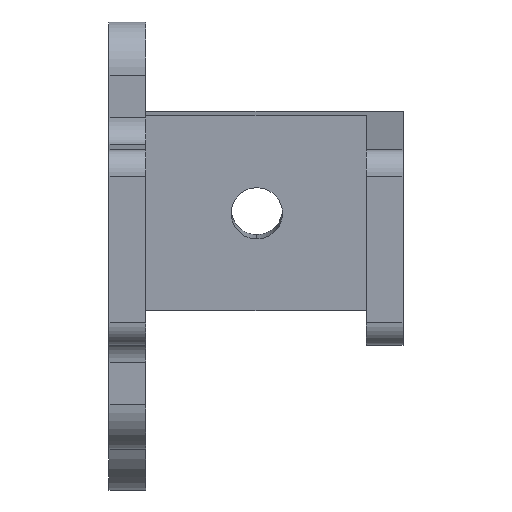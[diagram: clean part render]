
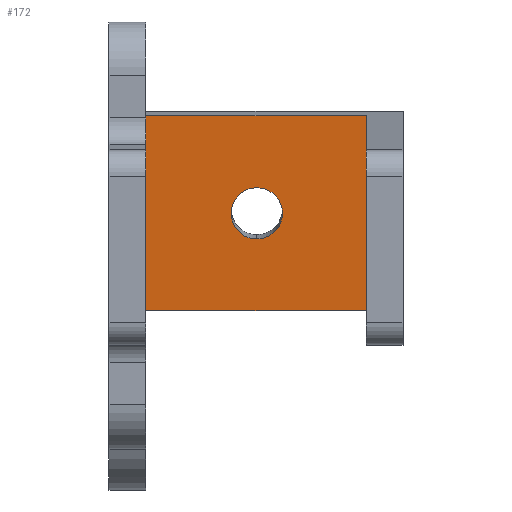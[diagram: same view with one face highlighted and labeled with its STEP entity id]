
A CAD part, front view. The second image highlights one B-rep face of the part: STEP entity #172.
In plain terms, the highlighted planar face has unit normal (0, -0.996, -0.087).
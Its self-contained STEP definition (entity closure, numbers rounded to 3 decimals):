
#1 = DIRECTION ( 'NONE',  ( 1., 0., 0. ) ) ;
#4 = ORIENTED_EDGE ( 'NONE', *, *, #617, .T. ) ;
#9 = CARTESIAN_POINT ( 'NONE',  ( 3.948, 66.396, 1.794 ) ) ;
#14 = DIRECTION ( 'NONE',  ( 0., -0.996, -0.087 ) ) ;
#20 = CARTESIAN_POINT ( 'NONE',  ( 16.01, 66.048, 5.778 ) ) ;
#31 = ORIENTED_EDGE ( 'NONE', *, *, #1991, .T. ) ;
#32 = ORIENTED_EDGE ( 'NONE', *, *, #406, .F. ) ;
#37 = EDGE_CURVE ( 'NONE', #195, #615, #1021, .T. ) ;
#49 = ORIENTED_EDGE ( 'NONE', *, *, #378, .T. ) ;
#58 = DIRECTION ( 'NONE',  ( 0., 0.087, -0.996 ) ) ;
#89 = VERTEX_POINT ( 'NONE', #1948 ) ;
#102 = VERTEX_POINT ( 'NONE', #1668 ) ;
#103 = CARTESIAN_POINT ( 'NONE',  ( 42.101, 66.745, -2.191 ) ) ;
#116 = CARTESIAN_POINT ( 'NONE',  ( 6.948, 65.35, 13.748 ) ) ;
#147 = AXIS2_PLACEMENT_3D ( 'NONE', #20, #14, #1728 ) ;
#170 = CARTESIAN_POINT ( 'NONE',  ( 24.948, 65.743, 9.265 ) ) ;
#172 = ADVANCED_FACE ( 'NONE', ( #756, #578 ), #901, .T. ) ;
#181 = DIRECTION ( 'NONE',  ( 0., -0.996, -0.087 ) ) ;
#195 = VERTEX_POINT ( 'NONE', #1700 ) ;
#202 = LINE ( 'NONE', #1311, #906 ) ;
#212 = CARTESIAN_POINT ( 'NONE',  ( 3.948, 66.353, 2.292 ) ) ;
#218 = VERTEX_POINT ( 'NONE', #1393 ) ;
#233 = CARTESIAN_POINT ( 'NONE',  ( 27.948, 66.396, 1.794 ) ) ;
#237 = CARTESIAN_POINT ( 'NONE',  ( 27.948, 66.353, 2.292 ) ) ;
#246 = DIRECTION ( 'NONE',  ( -1., 0., 0. ) ) ;
#284 = CARTESIAN_POINT ( 'NONE',  ( 6.948, 66.353, 2.292 ) ) ;
#286 = DIRECTION ( 'NONE',  ( 0., 0.087, -0.996 ) ) ;
#322 = VECTOR ( 'NONE', #839, 1000. ) ;
#368 = CIRCLE ( 'NONE', #147, 2.1 ) ;
#371 = VECTOR ( 'NONE', #1718, 1000. ) ;
#378 = EDGE_CURVE ( 'NONE', #454, #1077, #1592, .T. ) ;
#406 = EDGE_CURVE ( 'NONE', #1738, #1938, #760, .T. ) ;
#454 = VERTEX_POINT ( 'NONE', #1772 ) ;
#461 = DIRECTION ( 'NONE',  ( 1., 0., 0. ) ) ;
#463 = ORIENTED_EDGE ( 'NONE', *, *, #714, .F. ) ;
#506 = DIRECTION ( 'NONE',  ( 0., 0.087, -0.996 ) ) ;
#532 = CARTESIAN_POINT ( 'NONE',  ( 24.948, 65.35, 13.748 ) ) ;
#540 = LINE ( 'NONE', #103, #1585 ) ;
#570 = VECTOR ( 'NONE', #246, 1000. ) ;
#576 = ORIENTED_EDGE ( 'NONE', *, *, #1898, .T. ) ;
#578 = FACE_OUTER_BOUND ( 'NONE', #1780, .T. ) ;
#596 = VECTOR ( 'NONE', #1, 1000. ) ;
#615 = VERTEX_POINT ( 'NONE', #237 ) ;
#617 = EDGE_CURVE ( 'NONE', #102, #934, #1000, .T. ) ;
#631 = DIRECTION ( 'NONE',  ( -1., 0., 0. ) ) ;
#693 = CARTESIAN_POINT ( 'NONE',  ( 24.948, 65.743, 9.265 ) ) ;
#714 = EDGE_CURVE ( 'NONE', #218, #1626, #2021, .T. ) ;
#756 = FACE_BOUND ( 'NONE', #1551, .T. ) ;
#760 = CIRCLE ( 'NONE', #2003, 2.1 ) ;
#786 = LINE ( 'NONE', #284, #1614 ) ;
#789 = DIRECTION ( 'NONE',  ( 0., 0.087, -0.996 ) ) ;
#798 = CARTESIAN_POINT ( 'NONE',  ( 6.948, 65.743, 9.265 ) ) ;
#800 = EDGE_CURVE ( 'NONE', #218, #615, #1106, .T. ) ;
#807 = VECTOR ( 'NONE', #506, 1000. ) ;
#839 = DIRECTION ( 'NONE',  ( 0., 0.087, -0.996 ) ) ;
#858 = VECTOR ( 'NONE', #1860, 1000. ) ;
#865 = CARTESIAN_POINT ( 'NONE',  ( 16.01, 65.865, 7.87 ) ) ;
#888 = DIRECTION ( 'NONE',  ( -1., 0., 0. ) ) ;
#893 = CARTESIAN_POINT ( 'NONE',  ( 6.948, 65.35, 13.748 ) ) ;
#901 = PLANE ( 'NONE',  #1227 ) ;
#903 = ORIENTED_EDGE ( 'NONE', *, *, #1308, .F. ) ;
#906 = VECTOR ( 'NONE', #1186, 1000. ) ;
#919 = LINE ( 'NONE', #116, #371 ) ;
#934 = VERTEX_POINT ( 'NONE', #798 ) ;
#995 = LINE ( 'NONE', #1819, #322 ) ;
#1000 = LINE ( 'NONE', #893, #1736 ) ;
#1009 = LINE ( 'NONE', #1182, #570 ) ;
#1021 = LINE ( 'NONE', #233, #1069 ) ;
#1069 = VECTOR ( 'NONE', #1330, 1000. ) ;
#1077 = VERTEX_POINT ( 'NONE', #212 ) ;
#1089 = VERTEX_POINT ( 'NONE', #532 ) ;
#1106 = LINE ( 'NONE', #1886, #596 ) ;
#1110 = ORIENTED_EDGE ( 'NONE', *, *, #1748, .T. ) ;
#1182 = CARTESIAN_POINT ( 'NONE',  ( 3.948, 65.743, 9.265 ) ) ;
#1186 = DIRECTION ( 'NONE',  ( -1., 0., 0. ) ) ;
#1227 = AXIS2_PLACEMENT_3D ( 'NONE', #2009, #1533, #286 ) ;
#1308 = EDGE_CURVE ( 'NONE', #1089, #1751, #995, .T. ) ;
#1311 = CARTESIAN_POINT ( 'NONE',  ( 42.101, 65.35, 13.748 ) ) ;
#1318 = ORIENTED_EDGE ( 'NONE', *, *, #1653, .T. ) ;
#1330 = DIRECTION ( 'NONE',  ( 0., 0.087, -0.996 ) ) ;
#1393 = CARTESIAN_POINT ( 'NONE',  ( 24.948, 66.353, 2.292 ) ) ;
#1398 = LINE ( 'NONE', #170, #1416 ) ;
#1416 = VECTOR ( 'NONE', #631, 1000. ) ;
#1435 = VERTEX_POINT ( 'NONE', #1716 ) ;
#1446 = ORIENTED_EDGE ( 'NONE', *, *, #800, .T. ) ;
#1478 = ORIENTED_EDGE ( 'NONE', *, *, #1830, .F. ) ;
#1512 = ORIENTED_EDGE ( 'NONE', *, *, #1961, .T. ) ;
#1533 = DIRECTION ( 'NONE',  ( 0., -0.996, -0.087 ) ) ;
#1551 = EDGE_LOOP ( 'NONE', ( #1859, #32 ) ) ;
#1585 = VECTOR ( 'NONE', #888, 1000. ) ;
#1592 = LINE ( 'NONE', #9, #807 ) ;
#1614 = VECTOR ( 'NONE', #461, 1000. ) ;
#1625 = EDGE_CURVE ( 'NONE', #1938, #1738, #368, .T. ) ;
#1626 = VERTEX_POINT ( 'NONE', #1750 ) ;
#1643 = ORIENTED_EDGE ( 'NONE', *, *, #37, .F. ) ;
#1653 = EDGE_CURVE ( 'NONE', #195, #1751, #1398, .T. ) ;
#1668 = CARTESIAN_POINT ( 'NONE',  ( 6.948, 65.35, 13.748 ) ) ;
#1700 = CARTESIAN_POINT ( 'NONE',  ( 27.948, 65.743, 9.265 ) ) ;
#1716 = CARTESIAN_POINT ( 'NONE',  ( 6.948, 66.745, -2.191 ) ) ;
#1718 = DIRECTION ( 'NONE',  ( 0., 0.087, -0.996 ) ) ;
#1728 = DIRECTION ( 'NONE',  ( 0., 0.087, -0.996 ) ) ;
#1736 = VECTOR ( 'NONE', #58, 1000. ) ;
#1738 = VERTEX_POINT ( 'NONE', #1943 ) ;
#1739 = CARTESIAN_POINT ( 'NONE',  ( 16.01, 66.048, 5.778 ) ) ;
#1748 = EDGE_CURVE ( 'NONE', #1089, #102, #202, .T. ) ;
#1750 = CARTESIAN_POINT ( 'NONE',  ( 24.948, 66.745, -2.191 ) ) ;
#1751 = VERTEX_POINT ( 'NONE', #693 ) ;
#1772 = CARTESIAN_POINT ( 'NONE',  ( 3.948, 65.743, 9.265 ) ) ;
#1780 = EDGE_LOOP ( 'NONE', ( #463, #1446, #1643, #1318, #903, #1110, #4, #576, #49, #1512, #31, #1478 ) ) ;
#1819 = CARTESIAN_POINT ( 'NONE',  ( 24.948, 65.35, 13.748 ) ) ;
#1830 = EDGE_CURVE ( 'NONE', #1626, #1435, #540, .T. ) ;
#1859 = ORIENTED_EDGE ( 'NONE', *, *, #1625, .F. ) ;
#1860 = DIRECTION ( 'NONE',  ( 0., 0.087, -0.996 ) ) ;
#1886 = CARTESIAN_POINT ( 'NONE',  ( 27.948, 66.353, 2.292 ) ) ;
#1898 = EDGE_CURVE ( 'NONE', #934, #454, #1009, .T. ) ;
#1938 = VERTEX_POINT ( 'NONE', #865 ) ;
#1943 = CARTESIAN_POINT ( 'NONE',  ( 16.01, 66.231, 3.686 ) ) ;
#1948 = CARTESIAN_POINT ( 'NONE',  ( 6.948, 66.353, 2.292 ) ) ;
#1961 = EDGE_CURVE ( 'NONE', #1077, #89, #786, .T. ) ;
#1991 = EDGE_CURVE ( 'NONE', #89, #1435, #919, .T. ) ;
#2003 = AXIS2_PLACEMENT_3D ( 'NONE', #1739, #181, #789 ) ;
#2009 = CARTESIAN_POINT ( 'NONE',  ( 3.948, 66.396, 1.794 ) ) ;
#2011 = CARTESIAN_POINT ( 'NONE',  ( 24.948, 65.35, 13.748 ) ) ;
#2021 = LINE ( 'NONE', #2011, #858 ) ;
